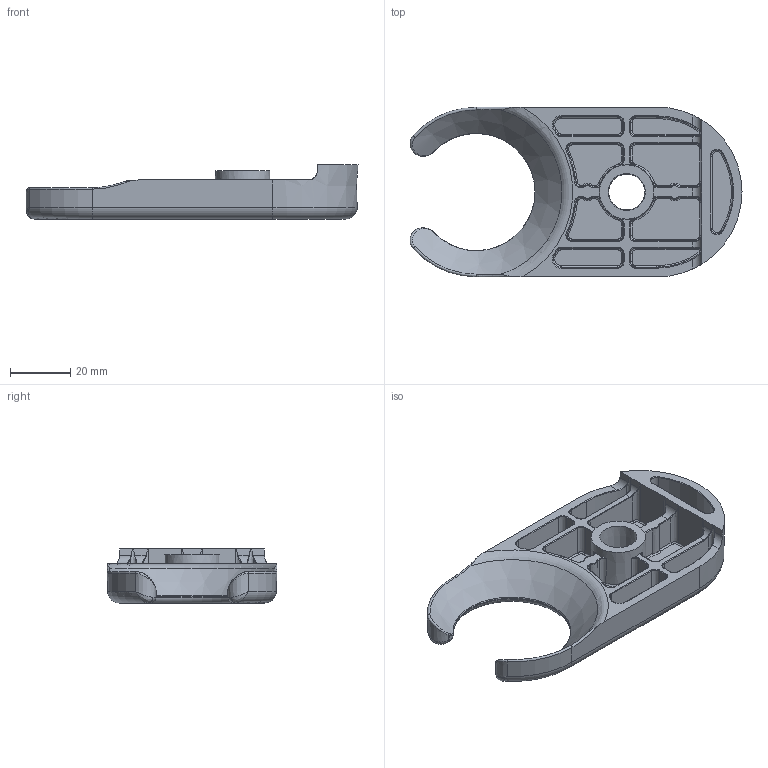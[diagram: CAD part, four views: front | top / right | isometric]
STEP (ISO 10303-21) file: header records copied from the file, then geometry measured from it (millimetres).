
FILE_DESCRIPTION(/* description */ ('KriTec Klemmlasche D60'),/* implementation_level */ '2;1');
FILE_NAME(/* name */ '10237_KriTec_Klemmlasche_D60.stp',/* time_stamp */ '2019-11-15T16:24:22+01:00',/* author */ ('Steiner'),/* organization */ (''),/* preprocessor_version */ 'ST-DEVELOPER v17',/* originating_system */ 'Autodesk Inventor 2018',/* authorisation */ '');
FILE_SCHEMA (('AUTOMOTIVE_DESIGN { 1 0 10303 214 3 1 1 }'));
Length unit declared in the file: millimetre
Products named in the file (1): 10237
Bounding box: 110.36 x 56.45 x 18 mm (x, y, z)
Volume: 32535.3 mm3; surface area: 19055.4 mm2
Topology: 1 solids, 1 shells, 326 faces, 768 edges, 445 vertices
Faces by surface type: torus 103, cylinder 72, cone 55, plane 54, bspline 42
Entity records: 13101 total; most frequent: CARTESIAN_POINT 5653, DIRECTION 1669, ORIENTED_EDGE 1532, EDGE_CURVE 766, AXIS2_PLACEMENT_3D 714, VERTEX_POINT 445, CIRCLE 411, EDGE_LOOP 331
